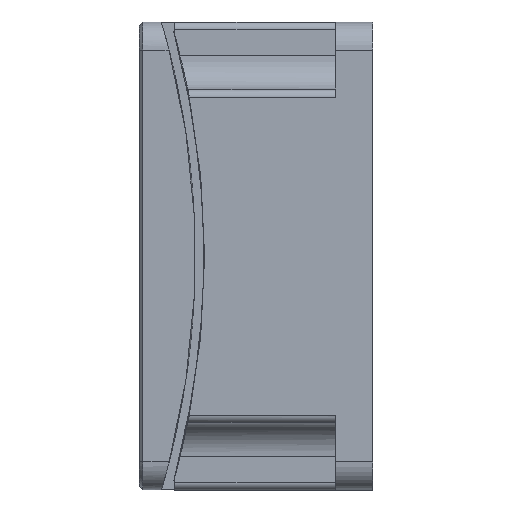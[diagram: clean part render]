
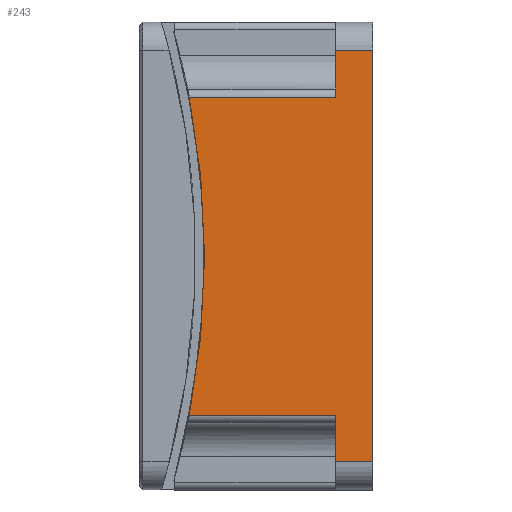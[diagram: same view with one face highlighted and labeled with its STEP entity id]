
A CAD part, left-side view. The second image highlights one B-rep face of the part: STEP entity #243.
In plain terms, the highlighted planar face has unit normal (-1, 0, 0).
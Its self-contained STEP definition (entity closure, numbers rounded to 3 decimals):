
#14 = LINE ( 'NONE', #5173, #915 ) ;
#243 = ADVANCED_FACE ( 'NONE', ( #470 ), #6072, .F. ) ;
#265 = LINE ( 'NONE', #2490, #5662 ) ;
#315 = CARTESIAN_POINT ( 'NONE',  ( -12.5, 2., 11. ) ) ;
#470 = FACE_OUTER_BOUND ( 'NONE', #975, .T. ) ;
#639 = AXIS2_PLACEMENT_3D ( 'NONE', #2421, #5709, #1211 ) ;
#914 = DIRECTION ( 'NONE',  ( 0., -1., 0. ) ) ;
#915 = VECTOR ( 'NONE', #1301, 1000. ) ;
#954 = VERTEX_POINT ( 'NONE', #5531 ) ;
#973 = VERTEX_POINT ( 'NONE', #5105 ) ;
#975 = EDGE_LOOP ( 'NONE', ( #5471, #1121, #2483, #2436, #3150, #5334, #5969, #6189 ) ) ;
#1044 = VECTOR ( 'NONE', #4923, 1000. ) ;
#1068 = CARTESIAN_POINT ( 'NONE',  ( -12.5, 10.6, 8.5 ) ) ;
#1114 = CARTESIAN_POINT ( 'NONE',  ( -12.5, 10.6, -11. ) ) ;
#1121 = ORIENTED_EDGE ( 'NONE', *, *, #4511, .T. ) ;
#1211 = DIRECTION ( 'NONE',  ( 0., 0., -1. ) ) ;
#1301 = DIRECTION ( 'NONE',  ( 0., 0., 1. ) ) ;
#1441 = DIRECTION ( 'NONE',  ( 0., 0., -1. ) ) ;
#1765 = EDGE_CURVE ( 'NONE', #4055, #4207, #14, .T. ) ;
#1888 = VERTEX_POINT ( 'NONE', #3807 ) ;
#2003 = CARTESIAN_POINT ( 'NONE',  ( -12.5, 0., 11. ) ) ;
#2164 = DIRECTION ( 'NONE',  ( 0., 0., -1. ) ) ;
#2184 = CARTESIAN_POINT ( 'NONE',  ( -12.5, 10.6, 11. ) ) ;
#2421 = CARTESIAN_POINT ( 'NONE',  ( -12.5, 53.5, 0. ) ) ;
#2436 = ORIENTED_EDGE ( 'NONE', *, *, #4629, .T. ) ;
#2483 = ORIENTED_EDGE ( 'NONE', *, *, #4613, .T. ) ;
#2490 = CARTESIAN_POINT ( 'NONE',  ( -12.5, 10.6, -8.5 ) ) ;
#2512 = VECTOR ( 'NONE', #1441, 1000. ) ;
#2644 = VECTOR ( 'NONE', #3895, 1000. ) ;
#2655 = EDGE_CURVE ( 'NONE', #3908, #4055, #6734, .T. ) ;
#2861 = CIRCLE ( 'NONE', #639, 44.5 ) ;
#3150 = ORIENTED_EDGE ( 'NONE', *, *, #2655, .T. ) ;
#3212 = DIRECTION ( 'NONE',  ( 0., 0., -1. ) ) ;
#3771 = DIRECTION ( 'NONE',  ( 1., 0., 0. ) ) ;
#3807 = CARTESIAN_POINT ( 'NONE',  ( -12.5, 9.819, 8.5 ) ) ;
#3820 = DIRECTION ( 'NONE',  ( 0., 1., 0. ) ) ;
#3854 = LINE ( 'NONE', #1068, #1044 ) ;
#3880 = CARTESIAN_POINT ( 'NONE',  ( -12.5, 2., 12.5 ) ) ;
#3895 = DIRECTION ( 'NONE',  ( 0., -1., 0. ) ) ;
#3908 = VERTEX_POINT ( 'NONE', #5228 ) ;
#4055 = VERTEX_POINT ( 'NONE', #5430 ) ;
#4139 = VERTEX_POINT ( 'NONE', #4528 ) ;
#4207 = VERTEX_POINT ( 'NONE', #2003 ) ;
#4511 = EDGE_CURVE ( 'NONE', #1888, #4139, #2861, .T. ) ;
#4528 = CARTESIAN_POINT ( 'NONE',  ( -12.5, 9.819, -8.5 ) ) ;
#4613 = EDGE_CURVE ( 'NONE', #4139, #973, #265, .T. ) ;
#4629 = EDGE_CURVE ( 'NONE', #973, #3908, #7007, .T. ) ;
#4923 = DIRECTION ( 'NONE',  ( 0., 1., 0. ) ) ;
#4954 = LINE ( 'NONE', #2184, #6494 ) ;
#5105 = CARTESIAN_POINT ( 'NONE',  ( -12.5, 2., -8.5 ) ) ;
#5125 = LINE ( 'NONE', #3880, #5707 ) ;
#5173 = CARTESIAN_POINT ( 'NONE',  ( -12.5, 0., -12.5 ) ) ;
#5228 = CARTESIAN_POINT ( 'NONE',  ( -12.5, 2., -11. ) ) ;
#5334 = ORIENTED_EDGE ( 'NONE', *, *, #1765, .T. ) ;
#5410 = CARTESIAN_POINT ( 'NONE',  ( -12.5, 10.6, -12.5 ) ) ;
#5430 = CARTESIAN_POINT ( 'NONE',  ( -12.5, 0., -11. ) ) ;
#5443 = VERTEX_POINT ( 'NONE', #315 ) ;
#5471 = ORIENTED_EDGE ( 'NONE', *, *, #7042, .T. ) ;
#5509 = EDGE_CURVE ( 'NONE', #4207, #5443, #4954, .T. ) ;
#5531 = CARTESIAN_POINT ( 'NONE',  ( -12.5, 2., 8.5 ) ) ;
#5662 = VECTOR ( 'NONE', #914, 1000. ) ;
#5707 = VECTOR ( 'NONE', #2164, 1000. ) ;
#5709 = DIRECTION ( 'NONE',  ( 1., 0., 0. ) ) ;
#5859 = CARTESIAN_POINT ( 'NONE',  ( -12.5, 2., -12.5 ) ) ;
#5969 = ORIENTED_EDGE ( 'NONE', *, *, #5509, .T. ) ;
#6072 = PLANE ( 'NONE',  #6321 ) ;
#6189 = ORIENTED_EDGE ( 'NONE', *, *, #6483, .T. ) ;
#6321 = AXIS2_PLACEMENT_3D ( 'NONE', #5410, #3771, #3212 ) ;
#6483 = EDGE_CURVE ( 'NONE', #5443, #954, #5125, .T. ) ;
#6494 = VECTOR ( 'NONE', #3820, 1000. ) ;
#6734 = LINE ( 'NONE', #1114, #2644 ) ;
#7007 = LINE ( 'NONE', #5859, #2512 ) ;
#7042 = EDGE_CURVE ( 'NONE', #954, #1888, #3854, .T. ) ;
